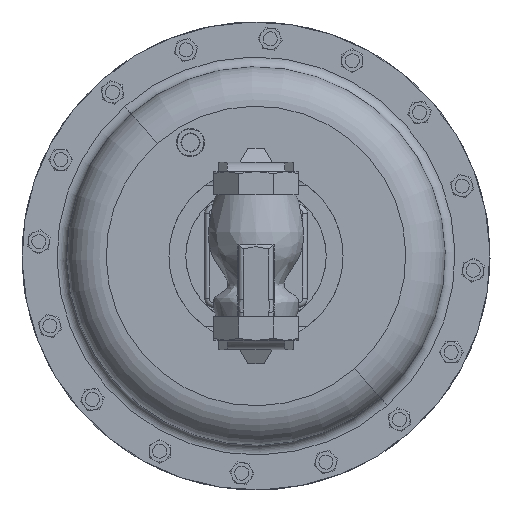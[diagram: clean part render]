
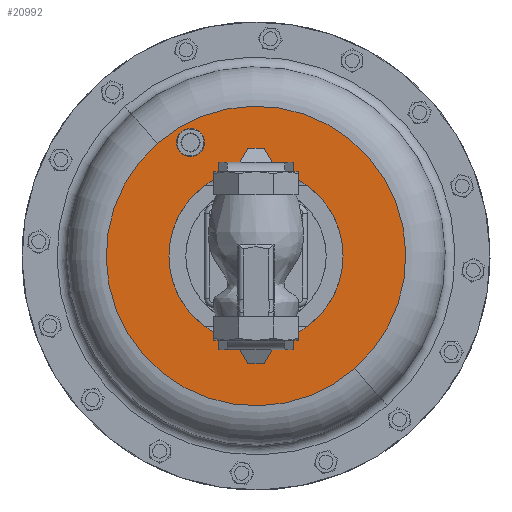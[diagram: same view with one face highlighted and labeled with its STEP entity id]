
A CAD part, front view. The second image highlights one B-rep face of the part: STEP entity #20992.
In plain terms, the highlighted planar face has unit normal (0, -1, 0).
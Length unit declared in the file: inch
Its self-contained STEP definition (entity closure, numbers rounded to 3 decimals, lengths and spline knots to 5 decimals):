
#253 = EDGE_CURVE ( 'NONE', #19930, #17594, #31808, .T. ) ;
#1612 = AXIS2_PLACEMENT_3D ( 'NONE', #26136, #9506, #28930 ) ;
#1860 = EDGE_LOOP ( 'NONE', ( #14925, #11137 ) ) ;
#1985 = DIRECTION ( 'NONE',  ( 0., 1., 0. ) ) ;
#2413 = DIRECTION ( 'NONE',  ( 0., 0., -1. ) ) ;
#2747 = VERTEX_POINT ( 'NONE', #12687 ) ;
#3436 = EDGE_CURVE ( 'NONE', #30848, #28580, #25643, .T. ) ;
#4360 = AXIS2_PLACEMENT_3D ( 'NONE', #15490, #34916, #18262 ) ;
#4534 = CARTESIAN_POINT ( 'NONE',  ( 2.63738, 7.835, -5.25736 ) ) ;
#4897 = CARTESIAN_POINT ( 'NONE',  ( 3.00736, 7.835, 0.38738 ) ) ;
#5014 = DIRECTION ( 'NONE',  ( 0., -1., 0. ) ) ;
#5083 = CARTESIAN_POINT ( 'NONE',  ( 0., 7.835, -2.25 ) ) ;
#5681 = AXIS2_PLACEMENT_3D ( 'NONE', #30684, #14023, #33474 ) ;
#9506 = DIRECTION ( 'NONE',  ( 0., -1., 0. ) ) ;
#9569 = CARTESIAN_POINT ( 'NONE',  ( 2.325, 7.835, -2.25 ) ) ;
#10610 = CIRCLE ( 'NONE', #1612, 2.325 ) ;
#11137 = ORIENTED_EDGE ( 'NONE', *, *, #24484, .T. ) ;
#12058 = FACE_BOUND ( 'NONE', #1860, .T. ) ;
#12271 = DIRECTION ( 'NONE',  ( 0., -1., 0. ) ) ;
#12687 = CARTESIAN_POINT ( 'NONE',  ( -1.50275, 7.835, 0.49915 ) ) ;
#12925 = CIRCLE ( 'NONE', #5681, 0.375 ) ;
#13200 = CIRCLE ( 'NONE', #4360, 0.375 ) ;
#13206 = AXIS2_PLACEMENT_3D ( 'NONE', #18580, #1985, #21384 ) ;
#13223 = CARTESIAN_POINT ( 'NONE',  ( 0., 7.835, -2.25 ) ) ;
#14023 = DIRECTION ( 'NONE',  ( 0., 1., 0. ) ) ;
#14925 = ORIENTED_EDGE ( 'NONE', *, *, #20910, .T. ) ;
#15490 = CARTESIAN_POINT ( 'NONE',  ( -1.75, 7.835, 0.78109 ) ) ;
#16035 = DIRECTION ( 'NONE',  ( -0.659, 0., 0.752 ) ) ;
#16313 = CIRCLE ( 'NONE', #13206, 4. ) ;
#16883 = AXIS2_PLACEMENT_3D ( 'NONE', #4897, #5014, #24462 ) ;
#17594 = VERTEX_POINT ( 'NONE', #23652 ) ;
#18262 = DIRECTION ( 'NONE',  ( -0.659, 0., 0.752 ) ) ;
#18580 = CARTESIAN_POINT ( 'NONE',  ( 0., 7.835, -2.25 ) ) ;
#19076 = AXIS2_PLACEMENT_3D ( 'NONE', #13223, #32660, #16035 ) ;
#19410 = FACE_BOUND ( 'NONE', #28737, .T. ) ;
#19841 = ORIENTED_EDGE ( 'NONE', *, *, #253, .F. ) ;
#19930 = VERTEX_POINT ( 'NONE', #9569 ) ;
#20669 = CARTESIAN_POINT ( 'NONE',  ( -1.99725, 7.835, 1.06303 ) ) ;
#20910 = EDGE_CURVE ( 'NONE', #29557, #2747, #12925, .T. ) ;
#20992 = ADVANCED_FACE ( 'NONE', ( #19410, #33351, #12058 ), #32624, .T. ) ;
#21384 = DIRECTION ( 'NONE',  ( -0.659, 0., 0.752 ) ) ;
#22191 = ORIENTED_EDGE ( 'NONE', *, *, #3436, .F. ) ;
#23652 = CARTESIAN_POINT ( 'NONE',  ( -2.325, 7.835, -2.25 ) ) ;
#24462 = DIRECTION ( 'NONE',  ( 0.659, 0., -0.752 ) ) ;
#24484 = EDGE_CURVE ( 'NONE', #2747, #29557, #13200, .T. ) ;
#24632 = ORIENTED_EDGE ( 'NONE', *, *, #25751, .F. ) ;
#25643 = CIRCLE ( 'NONE', #19076, 4. ) ;
#25751 = EDGE_CURVE ( 'NONE', #17594, #19930, #10610, .T. ) ;
#26136 = CARTESIAN_POINT ( 'NONE',  ( 0., 7.835, -2.25 ) ) ;
#27378 = CARTESIAN_POINT ( 'NONE',  ( -2.63738, 7.835, 0.75736 ) ) ;
#28580 = VERTEX_POINT ( 'NONE', #27378 ) ;
#28737 = EDGE_LOOP ( 'NONE', ( #24632, #19841 ) ) ;
#28930 = DIRECTION ( 'NONE',  ( 0., 0., -1. ) ) ;
#29557 = VERTEX_POINT ( 'NONE', #20669 ) ;
#30684 = CARTESIAN_POINT ( 'NONE',  ( -1.75, 7.835, 0.78109 ) ) ;
#30848 = VERTEX_POINT ( 'NONE', #4534 ) ;
#31808 = CIRCLE ( 'NONE', #35991, 2.325 ) ;
#32624 = PLANE ( 'NONE',  #16883 ) ;
#32660 = DIRECTION ( 'NONE',  ( 0., 1., 0. ) ) ;
#33351 = FACE_OUTER_BOUND ( 'NONE', #33890, .T. ) ;
#33474 = DIRECTION ( 'NONE',  ( -0.659, 0., 0.752 ) ) ;
#33890 = EDGE_LOOP ( 'NONE', ( #34837, #22191 ) ) ;
#34837 = ORIENTED_EDGE ( 'NONE', *, *, #34982, .F. ) ;
#34916 = DIRECTION ( 'NONE',  ( 0., 1., 0. ) ) ;
#34982 = EDGE_CURVE ( 'NONE', #28580, #30848, #16313, .T. ) ;
#35991 = AXIS2_PLACEMENT_3D ( 'NONE', #5083, #12271, #2413 ) ;
